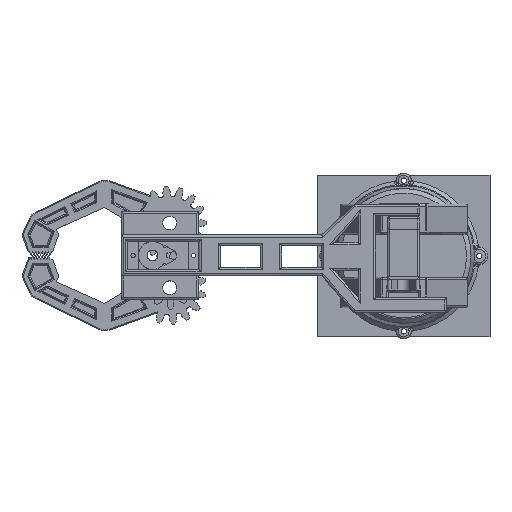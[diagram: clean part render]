
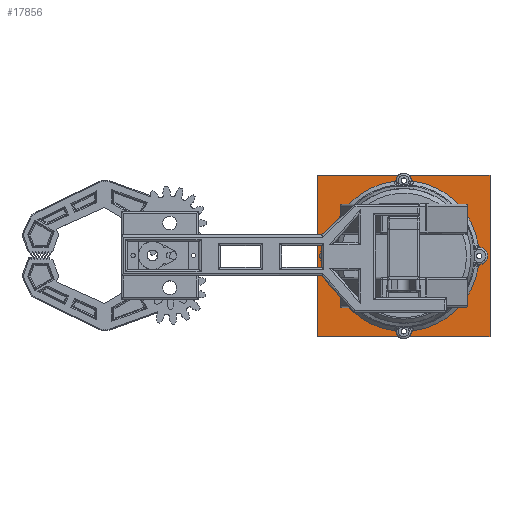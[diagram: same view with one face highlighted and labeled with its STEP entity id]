
A CAD part, top view. The second image highlights one B-rep face of the part: STEP entity #17856.
In plain terms, the highlighted planar face has unit normal (0, 0, 1).
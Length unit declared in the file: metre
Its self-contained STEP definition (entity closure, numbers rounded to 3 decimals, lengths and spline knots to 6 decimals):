
#1904=CIRCLE('',#19699,0.0035);
#1905=CIRCLE('',#19702,0.00125);
#1906=CIRCLE('',#19703,0.00125);
#1907=CIRCLE('',#19704,0.00125);
#1908=CIRCLE('',#19705,0.00125);
#1909=CIRCLE('',#19706,0.001);
#1910=CIRCLE('',#19707,0.0035);
#1911=CIRCLE('',#19708,0.001);
#1912=CIRCLE('',#19709,0.001);
#1913=CIRCLE('',#19710,0.001);
#6088=ORIENTED_EDGE('',*,*,#9357,.T.);
#6089=ORIENTED_EDGE('',*,*,#9358,.T.);
#6090=ORIENTED_EDGE('',*,*,#9359,.T.);
#6091=ORIENTED_EDGE('',*,*,#9360,.T.);
#6092=ORIENTED_EDGE('',*,*,#9361,.F.);
#6093=ORIENTED_EDGE('',*,*,#9362,.F.);
#6094=ORIENTED_EDGE('',*,*,#9363,.T.);
#6095=ORIENTED_EDGE('',*,*,#9364,.T.);
#6096=ORIENTED_EDGE('',*,*,#9365,.F.);
#6097=ORIENTED_EDGE('',*,*,#9366,.T.);
#6098=ORIENTED_EDGE('',*,*,#9367,.T.);
#6099=ORIENTED_EDGE('',*,*,#9368,.T.);
#6100=ORIENTED_EDGE('',*,*,#9369,.T.);
#6101=ORIENTED_EDGE('',*,*,#9370,.T.);
#6102=ORIENTED_EDGE('',*,*,#9371,.T.);
#6103=ORIENTED_EDGE('',*,*,#9372,.T.);
#6104=ORIENTED_EDGE('',*,*,#9351,.F.);
#6105=ORIENTED_EDGE('',*,*,#9348,.F.);
#6106=ORIENTED_EDGE('',*,*,#9345,.F.);
#6107=ORIENTED_EDGE('',*,*,#9373,.T.);
#9345=EDGE_CURVE('',#11246,#11247,#12701,.T.);
#9348=EDGE_CURVE('',#11247,#11249,#1904,.T.);
#9351=EDGE_CURVE('',#11249,#11251,#12705,.T.);
#9357=EDGE_CURVE('',#11256,#11256,#1905,.F.);
#9358=EDGE_CURVE('',#11257,#11257,#1906,.F.);
#9359=EDGE_CURVE('',#11258,#11258,#1907,.F.);
#9360=EDGE_CURVE('',#11259,#11259,#1908,.F.);
#9361=EDGE_CURVE('',#11260,#11261,#12711,.T.);
#9362=EDGE_CURVE('',#11262,#11260,#12712,.T.);
#9363=EDGE_CURVE('',#11262,#11263,#12713,.T.);
#9364=EDGE_CURVE('',#11263,#11261,#12714,.T.);
#9365=EDGE_CURVE('',#11264,#11265,#12715,.T.);
#9366=EDGE_CURVE('',#11264,#11266,#1909,.F.);
#9367=EDGE_CURVE('',#11266,#11267,#12716,.T.);
#9368=EDGE_CURVE('',#11267,#11268,#1910,.T.);
#9369=EDGE_CURVE('',#11268,#11269,#12717,.T.);
#9370=EDGE_CURVE('',#11269,#11270,#1911,.F.);
#9371=EDGE_CURVE('',#11270,#11271,#12718,.T.);
#9372=EDGE_CURVE('',#11271,#11251,#1912,.F.);
#9373=EDGE_CURVE('',#11246,#11265,#1913,.F.);
#11246=VERTEX_POINT('',#38373);
#11247=VERTEX_POINT('',#38375);
#11249=VERTEX_POINT('',#38381);
#11251=VERTEX_POINT('',#38387);
#11256=VERTEX_POINT('',#38399);
#11257=VERTEX_POINT('',#38401);
#11258=VERTEX_POINT('',#38403);
#11259=VERTEX_POINT('',#38405);
#11260=VERTEX_POINT('',#38407);
#11261=VERTEX_POINT('',#38408);
#11262=VERTEX_POINT('',#38410);
#11263=VERTEX_POINT('',#38412);
#11264=VERTEX_POINT('',#38415);
#11265=VERTEX_POINT('',#38416);
#11266=VERTEX_POINT('',#38418);
#11267=VERTEX_POINT('',#38420);
#11268=VERTEX_POINT('',#38422);
#11269=VERTEX_POINT('',#38424);
#11270=VERTEX_POINT('',#38426);
#11271=VERTEX_POINT('',#38428);
#12701=LINE('',#38374,#14054);
#12705=LINE('',#38386,#14058);
#12711=LINE('',#38406,#14064);
#12712=LINE('',#38409,#14065);
#12713=LINE('',#38411,#14066);
#12714=LINE('',#38413,#14067);
#12715=LINE('',#38414,#14068);
#12716=LINE('',#38419,#14069);
#12717=LINE('',#38423,#14070);
#12718=LINE('',#38427,#14071);
#14054=VECTOR('',#24106,1.);
#14058=VECTOR('',#24118,1.);
#14064=VECTOR('',#24134,1.);
#14065=VECTOR('',#24135,1.);
#14066=VECTOR('',#24136,1.);
#14067=VECTOR('',#24137,1.);
#14068=VECTOR('',#24138,1.);
#14069=VECTOR('',#24141,1.);
#14070=VECTOR('',#24144,1.);
#14071=VECTOR('',#24147,1.);
#15221=EDGE_LOOP('',(#6088));
#15222=EDGE_LOOP('',(#6089));
#15223=EDGE_LOOP('',(#6090));
#15224=EDGE_LOOP('',(#6091));
#15225=EDGE_LOOP('',(#6092,#6093,#6094,#6095));
#15226=EDGE_LOOP('',(#6096,#6097,#6098,#6099,#6100,#6101,#6102,#6103,#6104,
#6105,#6106,#6107));
#16430=FACE_BOUND('',#15221,.T.);
#16431=FACE_BOUND('',#15222,.T.);
#16432=FACE_BOUND('',#15223,.T.);
#16433=FACE_BOUND('',#15224,.T.);
#16434=FACE_BOUND('',#15225,.T.);
#16435=FACE_BOUND('',#15226,.T.);
#16979=PLANE('',#19701);
#17856=ADVANCED_FACE('',(#16430,#16431,#16432,#16433,#16434,#16435),#16979,
 .T.);
#19699=AXIS2_PLACEMENT_3D('',#38380,#24112,#24113);
#19701=AXIS2_PLACEMENT_3D('',#38397,#24124,#24125);
#19702=AXIS2_PLACEMENT_3D('',#38398,#24126,#24127);
#19703=AXIS2_PLACEMENT_3D('',#38400,#24128,#24129);
#19704=AXIS2_PLACEMENT_3D('',#38402,#24130,#24131);
#19705=AXIS2_PLACEMENT_3D('',#38404,#24132,#24133);
#19706=AXIS2_PLACEMENT_3D('',#38417,#24139,#24140);
#19707=AXIS2_PLACEMENT_3D('',#38421,#24142,#24143);
#19708=AXIS2_PLACEMENT_3D('',#38425,#24145,#24146);
#19709=AXIS2_PLACEMENT_3D('',#38429,#24148,#24149);
#19710=AXIS2_PLACEMENT_3D('',#38430,#24150,#24151);
#24106=DIRECTION('',(0.,1.,0.));
#24112=DIRECTION('',(0.,0.,1.));
#24113=DIRECTION('',(1.,0.,0.));
#24118=DIRECTION('',(0.,1.,0.));
#24124=DIRECTION('',(0.,0.,1.));
#24125=DIRECTION('',(1.,0.,0.));
#24126=DIRECTION('',(0.,0.,1.));
#24127=DIRECTION('',(1.,0.,0.));
#24128=DIRECTION('',(0.,0.,1.));
#24129=DIRECTION('',(1.,0.,0.));
#24130=DIRECTION('',(0.,0.,1.));
#24131=DIRECTION('',(1.,0.,0.));
#24132=DIRECTION('',(0.,0.,1.));
#24133=DIRECTION('',(1.,0.,0.));
#24134=DIRECTION('',(0.,-1.,0.));
#24135=DIRECTION('',(1.,0.,0.));
#24136=DIRECTION('',(0.,-1.,0.));
#24137=DIRECTION('',(1.,0.,0.));
#24138=DIRECTION('',(1.,0.,0.));
#24139=DIRECTION('',(0.,0.,1.));
#24140=DIRECTION('',(1.,0.,0.));
#24141=DIRECTION('',(0.,1.,0.));
#24142=DIRECTION('',(0.,0.,-1.));
#24143=DIRECTION('',(1.,0.,0.));
#24144=DIRECTION('',(0.,1.,0.));
#24145=DIRECTION('',(0.,0.,1.));
#24146=DIRECTION('',(1.,0.,0.));
#24147=DIRECTION('',(1.,0.,0.));
#24148=DIRECTION('',(0.,0.,1.));
#24149=DIRECTION('',(1.,0.,0.));
#24150=DIRECTION('',(0.,0.,1.));
#24151=DIRECTION('',(1.,0.,0.));
#38373=CARTESIAN_POINT('',(0.009,-0.008,0.005));
#38374=CARTESIAN_POINT('',(0.009,-0.006232,0.005));
#38375=CARTESIAN_POINT('',(0.009,-0.003464,0.005));
#38380=CARTESIAN_POINT('',(0.0085,0.,0.005));
#38381=CARTESIAN_POINT('',(0.009,0.003464,0.005));
#38386=CARTESIAN_POINT('',(0.009,0.006232,0.005));
#38387=CARTESIAN_POINT('',(0.009,0.008,0.005));
#38397=CARTESIAN_POINT('',(-0.01,0.,0.005));
#38398=CARTESIAN_POINT('',(0.,-0.034938,0.005));
#38399=CARTESIAN_POINT('',(0.00125,-0.034938,0.005));
#38400=CARTESIAN_POINT('',(0.034938,0.,0.005));
#38401=CARTESIAN_POINT('',(0.036188,0.,0.005));
#38402=CARTESIAN_POINT('',(-0.034938,0.,0.005));
#38403=CARTESIAN_POINT('',(-0.033688,0.,0.005));
#38404=CARTESIAN_POINT('',(0.,0.034938,0.005));
#38405=CARTESIAN_POINT('',(0.00125,0.034938,0.005));
#38406=CARTESIAN_POINT('',(0.04,0.,0.005));
#38407=CARTESIAN_POINT('',(0.04,0.0375,0.005));
#38408=CARTESIAN_POINT('',(0.04,-0.0375,0.005));
#38409=CARTESIAN_POINT('',(0.,0.0375,0.005));
#38410=CARTESIAN_POINT('',(-0.04,0.0375,0.005));
#38411=CARTESIAN_POINT('',(-0.04,0.,0.005));
#38412=CARTESIAN_POINT('',(-0.04,-0.0375,0.005));
#38413=CARTESIAN_POINT('',(0.,-0.0375,0.005));
#38414=CARTESIAN_POINT('',(-0.0055,-0.009,0.005));
#38415=CARTESIAN_POINT('',(-0.019,-0.009,0.005));
#38416=CARTESIAN_POINT('',(0.008,-0.009,0.005));
#38417=CARTESIAN_POINT('',(-0.019,-0.008,0.005));
#38418=CARTESIAN_POINT('',(-0.02,-0.008,0.005));
#38419=CARTESIAN_POINT('',(-0.02,-0.006232,0.005));
#38420=CARTESIAN_POINT('',(-0.02,-0.003464,0.005));
#38421=CARTESIAN_POINT('',(-0.0195,0.,0.005));
#38422=CARTESIAN_POINT('',(-0.02,0.003464,0.005));
#38423=CARTESIAN_POINT('',(-0.02,0.006232,0.005));
#38424=CARTESIAN_POINT('',(-0.02,0.008,0.005));
#38425=CARTESIAN_POINT('',(-0.019,0.008,0.005));
#38426=CARTESIAN_POINT('',(-0.019,0.009,0.005));
#38427=CARTESIAN_POINT('',(-0.0055,0.009,0.005));
#38428=CARTESIAN_POINT('',(0.008,0.009,0.005));
#38429=CARTESIAN_POINT('',(0.008,0.008,0.005));
#38430=CARTESIAN_POINT('',(0.008,-0.008,0.005));
